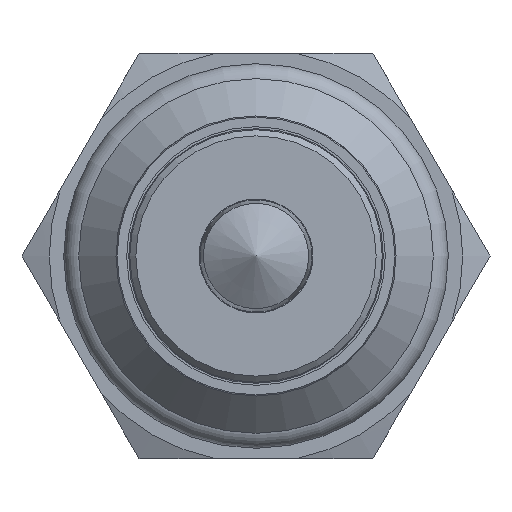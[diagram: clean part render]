
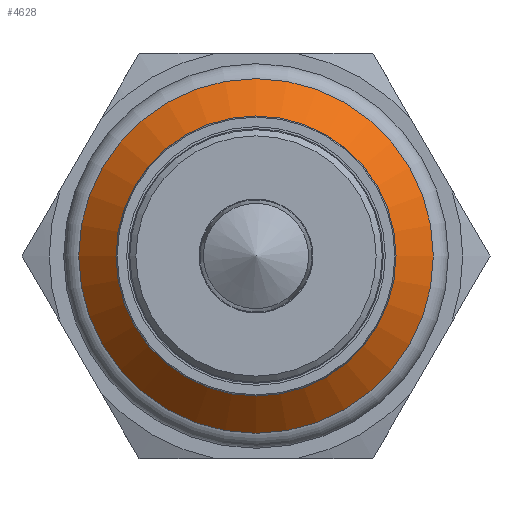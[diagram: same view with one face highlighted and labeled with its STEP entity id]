
A CAD part, left-side view. The second image highlights one B-rep face of the part: STEP entity #4628.
In plain terms, the highlighted conical face has half-angle 45 degrees and reference radius 25.4 mm.
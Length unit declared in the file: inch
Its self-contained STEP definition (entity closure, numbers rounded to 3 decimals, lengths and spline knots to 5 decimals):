
#4576=CARTESIAN_POINT('',(-0.855,0.3425,0.0));
#4577=VERTEX_POINT('',#4576);
#4578=CARTESIAN_POINT('',(-0.855,0.0,0.0));
#4579=DIRECTION('',(1.0,0.0,0.0));
#4580=DIRECTION('',(0.0,1.0,0.0));
#4581=AXIS2_PLACEMENT_3D('',#4578,#4579,#4580);
#4582=CIRCLE('',#4581,0.3425);
#4583=EDGE_CURVE('',#4577,#4577,#4582,.T.);
#4609=CARTESIAN_POINT('',(-0.1975,0.0,0.0));
#4610=DIRECTION('',(1.0,0.0,0.0));
#4611=DIRECTION('',(0.0,1.0,0.0));
#4612=AXIS2_PLACEMENT_3D('',#4609,#4610,#4611);
#4613=CONICAL_SURFACE('',#4612,1.0,45.);
#4614=CARTESIAN_POINT('',(-0.76,0.4375,0.0));
#4615=VERTEX_POINT('',#4614);
#4616=CARTESIAN_POINT('',(-0.76,0.0,0.0));
#4617=DIRECTION('',(1.0,0.0,0.0));
#4618=DIRECTION('',(0.0,1.0,0.0));
#4619=AXIS2_PLACEMENT_3D('',#4616,#4617,#4618);
#4620=CIRCLE('',#4619,0.4375);
#4621=EDGE_CURVE('',#4615,#4615,#4620,.T.);
#4622=ORIENTED_EDGE('',*,*,#4621,.F.);
#4623=EDGE_LOOP('',(#4622));
#4624=FACE_OUTER_BOUND('',#4623,.T.);
#4625=ORIENTED_EDGE('',*,*,#4583,.T.);
#4626=EDGE_LOOP('',(#4625));
#4627=FACE_BOUND('',#4626,.T.);
#4628=ADVANCED_FACE('',(#4624,#4627),#4613,.T.);
